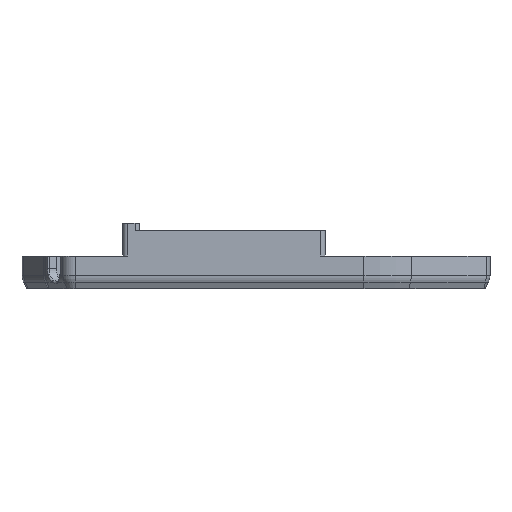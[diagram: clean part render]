
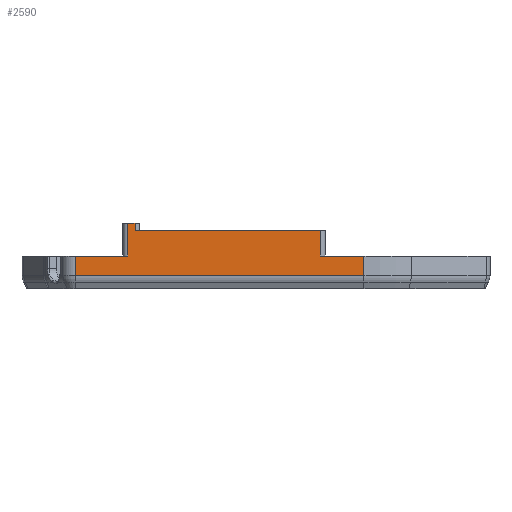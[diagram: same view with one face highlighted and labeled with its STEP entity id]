
A CAD part, left-side view. The second image highlights one B-rep face of the part: STEP entity #2590.
In plain terms, the highlighted planar face has unit normal (-1, 0, 0).
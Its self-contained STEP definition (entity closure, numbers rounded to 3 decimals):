
#513 = VERTEX_POINT('',#514);
#514 = CARTESIAN_POINT('',(156.8,-73.156,0.));
#521 = EDGE_CURVE('',#513,#522,#524,.T.);
#522 = VERTEX_POINT('',#523);
#523 = CARTESIAN_POINT('',(156.8,-82.071,0.));
#524 = LINE('',#525,#526);
#525 = CARTESIAN_POINT('',(156.8,-52.536,0.));
#526 = VECTOR('',#527,1.);
#527 = DIRECTION('',(0.,-1.,0.));
#858 = VERTEX_POINT('',#859);
#859 = CARTESIAN_POINT('',(156.8,-23.,0.));
#866 = EDGE_CURVE('',#858,#867,#869,.T.);
#867 = VERTEX_POINT('',#868);
#868 = CARTESIAN_POINT('',(156.8,-33.656,0.));
#869 = LINE('',#870,#871);
#870 = CARTESIAN_POINT('',(156.8,-52.536,0.));
#871 = VECTOR('',#872,1.);
#872 = DIRECTION('',(0.,-1.,0.));
#2571 = EDGE_CURVE('',#2572,#522,#2574,.T.);
#2572 = VERTEX_POINT('',#2573);
#2573 = CARTESIAN_POINT('',(156.8,-82.071,-3.992));
#2574 = LINE('',#2575,#2576);
#2575 = CARTESIAN_POINT('',(156.8,-82.071,-6.7));
#2576 = VECTOR('',#2577,1.);
#2577 = DIRECTION('',(0.,0.,1.));
#2590 = ADVANCED_FACE('',(#2591),#2648,.F.);
#2591 = FACE_BOUND('',#2592,.T.);
#2592 = EDGE_LOOP('',(#2593,#2594,#2595,#2603,#2611,#2619,#2627,#2633,
    #2634,#2642));
#2593 = ORIENTED_EDGE('',*,*,#2571,.T.);
#2594 = ORIENTED_EDGE('',*,*,#521,.F.);
#2595 = ORIENTED_EDGE('',*,*,#2596,.F.);
#2596 = EDGE_CURVE('',#2597,#513,#2599,.T.);
#2597 = VERTEX_POINT('',#2598);
#2598 = CARTESIAN_POINT('',(156.8,-73.156,5.2));
#2599 = LINE('',#2600,#2601);
#2600 = CARTESIAN_POINT('',(156.8,-73.156,-3.2));
#2601 = VECTOR('',#2602,1.);
#2602 = DIRECTION('',(0.,0.,-1.));
#2603 = ORIENTED_EDGE('',*,*,#2604,.T.);
#2604 = EDGE_CURVE('',#2597,#2605,#2607,.T.);
#2605 = VERTEX_POINT('',#2606);
#2606 = CARTESIAN_POINT('',(156.8,-35.156,5.2));
#2607 = LINE('',#2608,#2609);
#2608 = CARTESIAN_POINT('',(156.8,-42.406,5.2));
#2609 = VECTOR('',#2610,1.);
#2610 = DIRECTION('',(0.,1.,0.));
#2611 = ORIENTED_EDGE('',*,*,#2612,.F.);
#2612 = EDGE_CURVE('',#2613,#2605,#2615,.T.);
#2613 = VERTEX_POINT('',#2614);
#2614 = CARTESIAN_POINT('',(156.8,-35.156,6.7));
#2615 = LINE('',#2616,#2617);
#2616 = CARTESIAN_POINT('',(156.8,-35.156,-3.2));
#2617 = VECTOR('',#2618,1.);
#2618 = DIRECTION('',(0.,0.,-1.));
#2619 = ORIENTED_EDGE('',*,*,#2620,.T.);
#2620 = EDGE_CURVE('',#2613,#2621,#2623,.T.);
#2621 = VERTEX_POINT('',#2622);
#2622 = CARTESIAN_POINT('',(156.8,-33.656,6.7));
#2623 = LINE('',#2624,#2625);
#2624 = CARTESIAN_POINT('',(156.8,-42.406,6.7));
#2625 = VECTOR('',#2626,1.);
#2626 = DIRECTION('',(0.,1.,0.));
#2627 = ORIENTED_EDGE('',*,*,#2628,.T.);
#2628 = EDGE_CURVE('',#2621,#867,#2629,.T.);
#2629 = LINE('',#2630,#2631);
#2630 = CARTESIAN_POINT('',(156.8,-33.656,-3.2));
#2631 = VECTOR('',#2632,1.);
#2632 = DIRECTION('',(0.,0.,-1.));
#2633 = ORIENTED_EDGE('',*,*,#866,.F.);
#2634 = ORIENTED_EDGE('',*,*,#2635,.F.);
#2635 = EDGE_CURVE('',#2636,#858,#2638,.T.);
#2636 = VERTEX_POINT('',#2637);
#2637 = CARTESIAN_POINT('',(156.8,-23.,-3.992));
#2638 = LINE('',#2639,#2640);
#2639 = CARTESIAN_POINT('',(156.8,-23.,-6.7));
#2640 = VECTOR('',#2641,1.);
#2641 = DIRECTION('',(0.,0.,1.));
#2642 = ORIENTED_EDGE('',*,*,#2643,.T.);
#2643 = EDGE_CURVE('',#2636,#2572,#2644,.T.);
#2644 = LINE('',#2645,#2646);
#2645 = CARTESIAN_POINT('',(156.8,-23.,-3.992));
#2646 = VECTOR('',#2647,1.);
#2647 = DIRECTION('',(0.,-1.,0.));
#2648 = PLANE('',#2649);
#2649 = AXIS2_PLACEMENT_3D('',#2650,#2651,#2652);
#2650 = CARTESIAN_POINT('',(156.8,-52.536,-6.7));
#2651 = DIRECTION('',(1.,0.,0.));
#2652 = DIRECTION('',(0.,0.,1.));
